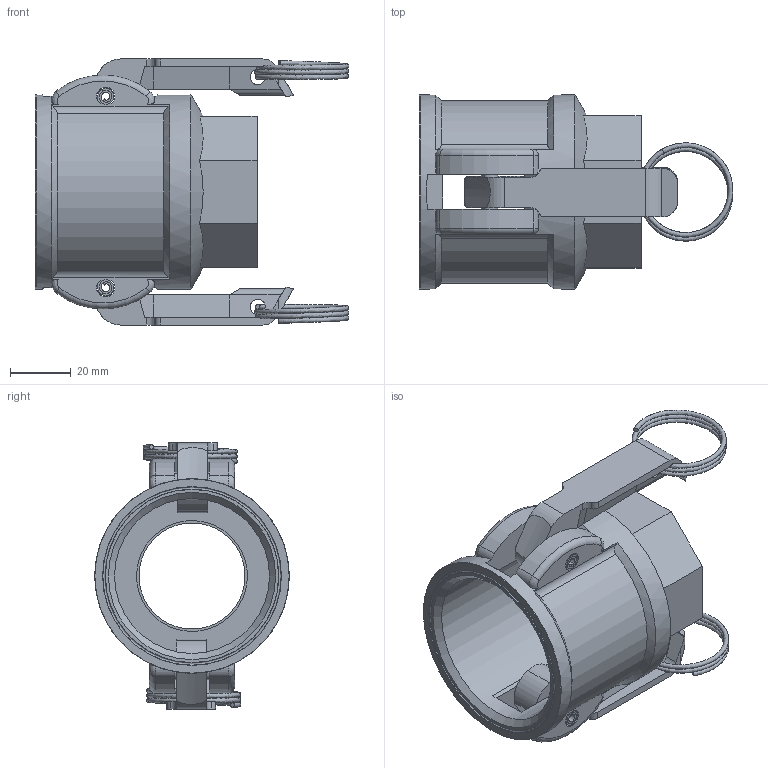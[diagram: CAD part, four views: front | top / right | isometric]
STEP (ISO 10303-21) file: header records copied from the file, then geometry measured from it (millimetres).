
FILE_DESCRIPTION(/* description */ (''),/* implementation_level */ '2;1');
FILE_NAME(/* name */ 'mig_54_35_n.stp',/* time_stamp */ '2020-04-28T07:56:33+02:00',/* author */ ('ertl'),/* organization */ (''),/* preprocessor_version */ 'ST-DEVELOPER v17',/* originating_system */ 'Autodesk Inventor 2018',/* authorisation */ '0 mm^3');
FILE_SCHEMA (('AUTOMOTIVE_DESIGN { 1 0 10303 214 3 1 1 }'));
Length unit declared in the file: millimetre
Products named in the file (1): mig_54_35_n
Bounding box: 103.17 x 64 x 87.64 mm (x, y, z)
Volume: 96537.8 mm3; surface area: 45577.5 mm2
Topology: 1 solids, 1 shells, 227 faces, 672 edges, 440 vertices
Faces by surface type: plane 96, cylinder 94, cone 19, bspline 12, torus 6
Full cylindrical faces by diameter (mm): 35 x1, 36.5 x1, 38.952 x1, 51 x1, 53.5 x1, 54 x1, 64 x2
Entity records: 9881 total; most frequent: CARTESIAN_POINT 3536, ORIENTED_EDGE 1344, DIRECTION 1232, EDGE_CURVE 672, AXIS2_PLACEMENT_3D 462, VERTEX_POINT 440, LINE 308, VECTOR 308
